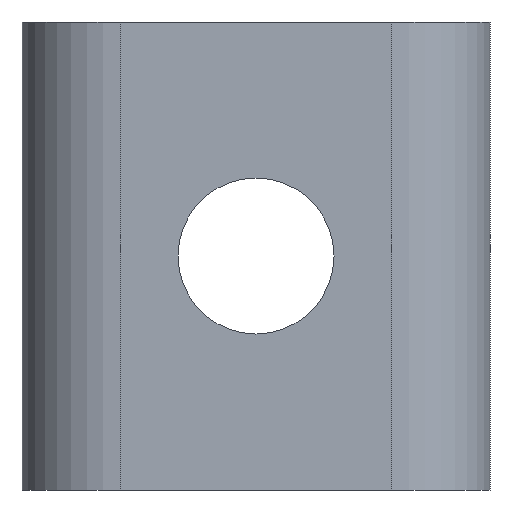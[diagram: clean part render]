
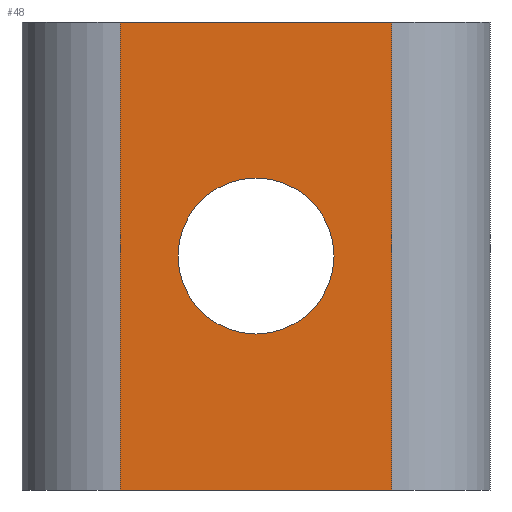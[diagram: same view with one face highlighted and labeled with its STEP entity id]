
A CAD part, left-side view. The second image highlights one B-rep face of the part: STEP entity #48.
In plain terms, the highlighted planar face has unit normal (-1, 0, 0).
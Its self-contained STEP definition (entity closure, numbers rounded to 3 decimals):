
#48=ADVANCED_FACE('',(#97,#98),#59,.T.);
#59=PLANE('',#254);
#65=LINE('',#426,#81);
#66=LINE('',#429,#82);
#67=LINE('',#431,#83);
#68=LINE('',#433,#84);
#81=VECTOR('',#282,1.);
#82=VECTOR('',#283,1.);
#83=VECTOR('',#284,1.);
#84=VECTOR('',#285,1.);
#97=FACE_BOUND('',#103,.T.);
#98=FACE_BOUND('',#104,.T.);
#103=EDGE_LOOP('',(#117));
#104=EDGE_LOOP('',(#118,#119,#120,#121));
#117=ORIENTED_EDGE('',*,*,#187,.F.);
#118=ORIENTED_EDGE('',*,*,#188,.T.);
#119=ORIENTED_EDGE('',*,*,#189,.T.);
#120=ORIENTED_EDGE('',*,*,#190,.T.);
#121=ORIENTED_EDGE('',*,*,#191,.T.);
#169=VERTEX_POINT('',#425);
#170=VERTEX_POINT('',#427);
#171=VERTEX_POINT('',#428);
#172=VERTEX_POINT('',#430);
#173=VERTEX_POINT('',#432);
#187=EDGE_CURVE('',#169,#169,#213,.T.);
#188=EDGE_CURVE('',#170,#171,#65,.T.);
#189=EDGE_CURVE('',#171,#172,#66,.T.);
#190=EDGE_CURVE('',#172,#173,#67,.T.);
#191=EDGE_CURVE('',#173,#170,#68,.T.);
#213=CIRCLE('',#253,3.175);
#253=AXIS2_PLACEMENT_3D('',#424,#280,#281);
#254=AXIS2_PLACEMENT_3D('',#434,#286,#287);
#280=DIRECTION('',(-1.,0.,0.));
#281=DIRECTION('',(0.,0.,1.));
#282=DIRECTION('',(0.,-1.,0.));
#283=DIRECTION('',(0.,0.,1.));
#284=DIRECTION('',(0.,1.,0.));
#285=DIRECTION('',(0.,0.,-1.));
#286=DIRECTION('',(-1.,0.,0.));
#287=DIRECTION('',(0.,0.,1.));
#424=CARTESIAN_POINT('',(-5.,0.,-9.525));
#425=CARTESIAN_POINT('',(-5.,0.,-6.35));
#426=CARTESIAN_POINT('',(-5.,22.2,-19.05));
#427=CARTESIAN_POINT('',(-5.,5.525,-19.05));
#428=CARTESIAN_POINT('',(-5.,-5.525,-19.05));
#429=CARTESIAN_POINT('',(-5.,-5.525,0.));
#430=CARTESIAN_POINT('',(-5.,-5.525,0.));
#431=CARTESIAN_POINT('',(-5.,22.2,0.));
#432=CARTESIAN_POINT('',(-5.,5.525,0.));
#433=CARTESIAN_POINT('',(-5.,5.525,0.));
#434=CARTESIAN_POINT('',(-5.,22.2,-22.715));
